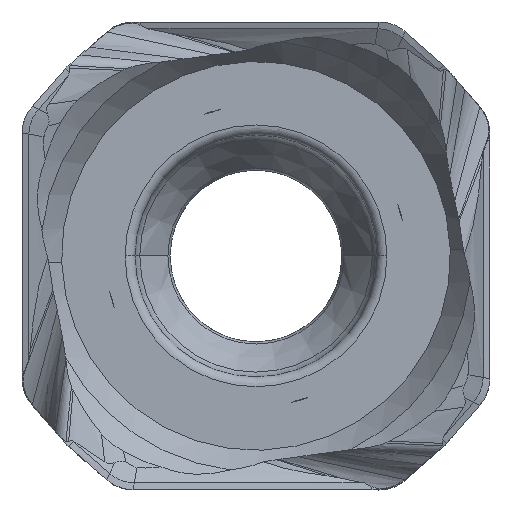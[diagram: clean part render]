
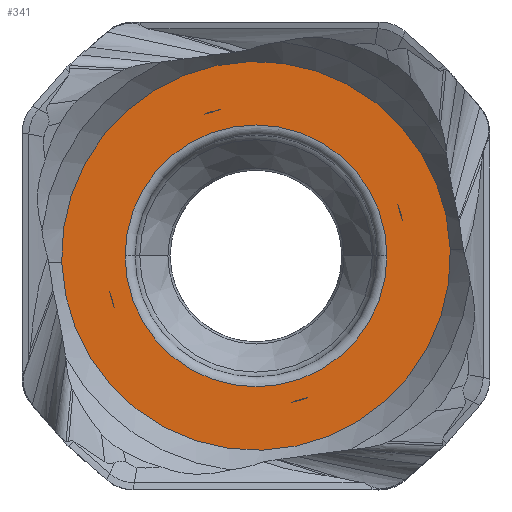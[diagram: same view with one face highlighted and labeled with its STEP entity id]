
A CAD part, top view. The second image highlights one B-rep face of the part: STEP entity #341.
In plain terms, the highlighted planar face has unit normal (0, 0, 1).
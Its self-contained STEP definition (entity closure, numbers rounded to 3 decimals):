
#65=FACE_BOUND('',#1020,.T.);
#66=FACE_BOUND('',#1021,.T.);
#67=FACE_BOUND('',#1022,.T.);
#68=FACE_BOUND('',#1023,.T.);
#69=FACE_BOUND('',#1024,.T.);
#70=FACE_BOUND('',#1025,.T.);
#160=CIRCLE('',#4591,3.92);
#162=CIRCLE('',#4594,3.92);
#165=CIRCLE('',#4599,5.822);
#166=CIRCLE('',#4600,5.822);
#167=CIRCLE('',#4601,4.516);
#168=CIRCLE('',#4602,4.516);
#169=CIRCLE('',#4603,4.516);
#170=CIRCLE('',#4604,4.516);
#201=PLANE('',#4605);
#341=ADVANCED_FACE('',(#65,#66,#67,#68,#69,#70),#201,.T.);
#1020=EDGE_LOOP('',(#1871,#1872));
#1021=EDGE_LOOP('',(#1873,#1874));
#1022=EDGE_LOOP('',(#1875,#1876));
#1023=EDGE_LOOP('',(#1877,#1878));
#1024=EDGE_LOOP('',(#1879,#1880));
#1025=EDGE_LOOP('',(#1881,#1882));
#1871=ORIENTED_EDGE('',*,*,#3268,.F.);
#1872=ORIENTED_EDGE('',*,*,#3269,.F.);
#1873=ORIENTED_EDGE('',*,*,#3270,.F.);
#1874=ORIENTED_EDGE('',*,*,#3271,.T.);
#1875=ORIENTED_EDGE('',*,*,#3272,.F.);
#1876=ORIENTED_EDGE('',*,*,#3273,.T.);
#1877=ORIENTED_EDGE('',*,*,#3274,.F.);
#1878=ORIENTED_EDGE('',*,*,#3275,.T.);
#1879=ORIENTED_EDGE('',*,*,#3263,.F.);
#1880=ORIENTED_EDGE('',*,*,#3265,.F.);
#1881=ORIENTED_EDGE('',*,*,#3276,.F.);
#1882=ORIENTED_EDGE('',*,*,#3277,.T.);
#2711=VERTEX_POINT('',#13062);
#2712=VERTEX_POINT('',#13064);
#2714=VERTEX_POINT('',#13074);
#2715=VERTEX_POINT('',#13075);
#2716=VERTEX_POINT('',#13078);
#2717=VERTEX_POINT('',#13079);
#2718=VERTEX_POINT('',#13087);
#2719=VERTEX_POINT('',#13088);
#2720=VERTEX_POINT('',#13096);
#2721=VERTEX_POINT('',#13097);
#2722=VERTEX_POINT('',#13105);
#2723=VERTEX_POINT('',#13106);
#3263=EDGE_CURVE('',#2711,#2712,#160,.T.);
#3265=EDGE_CURVE('',#2712,#2711,#162,.T.);
#3268=EDGE_CURVE('',#2714,#2715,#165,.T.);
#3269=EDGE_CURVE('',#2715,#2714,#166,.T.);
#3270=EDGE_CURVE('',#2716,#2717,#167,.T.);
#3271=EDGE_CURVE('',#2716,#2717,#3800,.T.);
#3272=EDGE_CURVE('',#2718,#2719,#168,.T.);
#3273=EDGE_CURVE('',#2718,#2719,#3801,.T.);
#3274=EDGE_CURVE('',#2720,#2721,#169,.T.);
#3275=EDGE_CURVE('',#2720,#2721,#3802,.T.);
#3276=EDGE_CURVE('',#2722,#2723,#170,.T.);
#3277=EDGE_CURVE('',#2722,#2723,#3803,.T.);
#3800=B_SPLINE_CURVE_WITH_KNOTS('',3,(#13080,#13081,#13082,#13083,#13084,
#13085),.UNSPECIFIED.,.F.,.F.,(4,1,1,4),(0.,0.333,0.667,
1.),.UNSPECIFIED.);
#3801=B_SPLINE_CURVE_WITH_KNOTS('',3,(#13089,#13090,#13091,#13092,#13093,
#13094),.UNSPECIFIED.,.F.,.F.,(4,1,1,4),(0.,0.333,0.667,
1.),.UNSPECIFIED.);
#3802=B_SPLINE_CURVE_WITH_KNOTS('',3,(#13098,#13099,#13100,#13101,#13102,
#13103),.UNSPECIFIED.,.F.,.F.,(4,1,1,4),(0.,0.333,0.667,
1.),.UNSPECIFIED.);
#3803=B_SPLINE_CURVE_WITH_KNOTS('',3,(#13107,#13108,#13109,#13110,#13111,
#13112),.UNSPECIFIED.,.F.,.F.,(4,1,1,4),(0.,0.333,0.667,
1.),.UNSPECIFIED.);
#4591=AXIS2_PLACEMENT_3D('',#13063,#4955,#4956);
#4594=AXIS2_PLACEMENT_3D('',#13067,#4961,#4962);
#4599=AXIS2_PLACEMENT_3D('',#13073,#4971,#4972);
#4600=AXIS2_PLACEMENT_3D('',#13076,#4973,#4974);
#4601=AXIS2_PLACEMENT_3D('',#13077,#4975,#4976);
#4602=AXIS2_PLACEMENT_3D('',#13086,#4977,#4978);
#4603=AXIS2_PLACEMENT_3D('',#13095,#4979,#4980);
#4604=AXIS2_PLACEMENT_3D('',#13104,#4981,#4982);
#4605=AXIS2_PLACEMENT_3D('',#13113,#4983,#4984);
#4955=DIRECTION('',(0.,0.,1.));
#4956=DIRECTION('',(-1.,0.,0.));
#4961=DIRECTION('',(0.,0.,1.));
#4962=DIRECTION('',(1.,0.,0.));
#4971=DIRECTION('',(0.,0.,-1.));
#4972=DIRECTION('',(-0.999,-0.033,0.));
#4973=DIRECTION('',(0.,0.,-1.));
#4974=DIRECTION('',(0.999,0.033,0.));
#4975=DIRECTION('',(0.,0.,1.));
#4976=DIRECTION('',(-0.237,0.972,0.));
#4977=DIRECTION('',(0.,0.,1.));
#4978=DIRECTION('',(0.972,0.237,0.));
#4979=DIRECTION('',(0.,0.,1.));
#4980=DIRECTION('',(0.237,-0.972,0.));
#4981=DIRECTION('',(0.,0.,1.));
#4982=DIRECTION('',(-0.972,-0.237,0.));
#4983=DIRECTION('',(0.,0.,1.));
#4984=DIRECTION('',(0.753,-0.658,0.));
#13062=CARTESIAN_POINT('',(-3.92,0.,4.2));
#13063=CARTESIAN_POINT('',(0.,0.,4.2));
#13064=CARTESIAN_POINT('',(3.92,0.,4.2));
#13067=CARTESIAN_POINT('',(0.,0.,4.2));
#13073=CARTESIAN_POINT('',(0.,0.,4.2));
#13074=CARTESIAN_POINT('',(-5.819,-0.191,4.2));
#13075=CARTESIAN_POINT('',(5.819,0.191,4.2));
#13076=CARTESIAN_POINT('',(0.,0.,4.2));
#13077=CARTESIAN_POINT('',(0.,0.,4.2));
#13078=CARTESIAN_POINT('',(-1.068,4.388,4.2));
#13079=CARTESIAN_POINT('',(-1.535,4.247,4.2));
#13080=CARTESIAN_POINT('',(-1.068,4.388,4.2));
#13081=CARTESIAN_POINT('',(-1.115,4.368,4.2));
#13082=CARTESIAN_POINT('',(-1.211,4.332,4.2));
#13083=CARTESIAN_POINT('',(-1.363,4.286,4.2));
#13084=CARTESIAN_POINT('',(-1.476,4.259,4.2));
#13085=CARTESIAN_POINT('',(-1.535,4.247,4.2));
#13086=CARTESIAN_POINT('',(0.,0.,4.2));
#13087=CARTESIAN_POINT('',(4.388,1.068,4.2));
#13088=CARTESIAN_POINT('',(4.247,1.535,4.2));
#13089=CARTESIAN_POINT('',(4.388,1.068,4.2));
#13090=CARTESIAN_POINT('',(4.368,1.115,4.2));
#13091=CARTESIAN_POINT('',(4.332,1.211,4.2));
#13092=CARTESIAN_POINT('',(4.286,1.363,4.2));
#13093=CARTESIAN_POINT('',(4.259,1.476,4.2));
#13094=CARTESIAN_POINT('',(4.247,1.535,4.2));
#13095=CARTESIAN_POINT('',(0.,0.,4.2));
#13096=CARTESIAN_POINT('',(1.068,-4.388,4.2));
#13097=CARTESIAN_POINT('',(1.535,-4.247,4.2));
#13098=CARTESIAN_POINT('',(1.068,-4.388,4.2));
#13099=CARTESIAN_POINT('',(1.115,-4.368,4.2));
#13100=CARTESIAN_POINT('',(1.211,-4.332,4.2));
#13101=CARTESIAN_POINT('',(1.362,-4.286,4.2));
#13102=CARTESIAN_POINT('',(1.476,-4.259,4.2));
#13103=CARTESIAN_POINT('',(1.535,-4.247,4.2));
#13104=CARTESIAN_POINT('',(0.,0.,4.2));
#13105=CARTESIAN_POINT('',(-4.388,-1.068,4.2));
#13106=CARTESIAN_POINT('',(-4.247,-1.535,4.2));
#13107=CARTESIAN_POINT('',(-4.388,-1.068,4.2));
#13108=CARTESIAN_POINT('',(-4.368,-1.115,4.2));
#13109=CARTESIAN_POINT('',(-4.332,-1.211,4.2));
#13110=CARTESIAN_POINT('',(-4.286,-1.363,4.2));
#13111=CARTESIAN_POINT('',(-4.259,-1.476,4.2));
#13112=CARTESIAN_POINT('',(-4.247,-1.535,4.2));
#13113=CARTESIAN_POINT('',(-4.016,-7.1,4.2));
